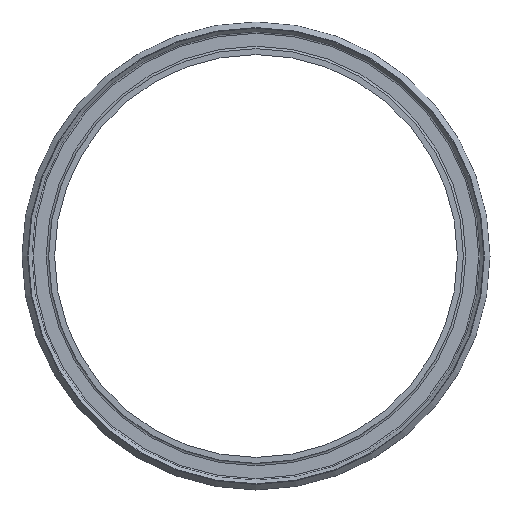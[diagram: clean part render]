
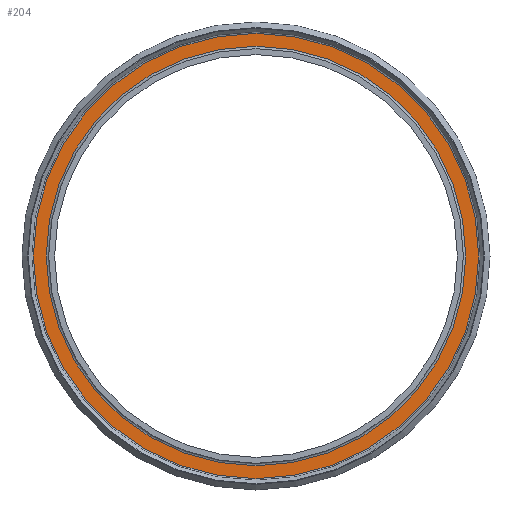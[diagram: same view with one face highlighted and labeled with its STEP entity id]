
A CAD part, left-side view. The second image highlights one B-rep face of the part: STEP entity #204.
In plain terms, the highlighted planar face has unit normal (-1, 0, 0).
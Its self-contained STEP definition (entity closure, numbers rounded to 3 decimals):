
#25=PLANE('',#240);
#42=ORIENTED_EDGE('',*,*,#75,.T.);
#43=ORIENTED_EDGE('',*,*,#76,.T.);
#75=EDGE_CURVE('',#93,#93,#111,.F.);
#76=EDGE_CURVE('',#94,#94,#112,.T.);
#93=VERTEX_POINT('',#358);
#94=VERTEX_POINT('',#360);
#111=CIRCLE('',#241,37.584);
#112=CIRCLE('',#242,35.4);
#132=EDGE_LOOP('',(#42));
#133=EDGE_LOOP('',(#43));
#168=FACE_BOUND('',#132,.T.);
#169=FACE_BOUND('',#133,.T.);
#204=ADVANCED_FACE('',(#168,#169),#25,.F.);
#240=AXIS2_PLACEMENT_3D('',#356,#287,#288);
#241=AXIS2_PLACEMENT_3D('',#357,#289,#290);
#242=AXIS2_PLACEMENT_3D('',#359,#291,#292);
#287=DIRECTION('',(1.,0.,0.));
#288=DIRECTION('',(0.,0.,-1.));
#289=DIRECTION('',(1.,0.,0.));
#290=DIRECTION('',(0.,0.,-1.));
#291=DIRECTION('',(1.,0.,0.));
#292=DIRECTION('',(0.,0.,-1.));
#356=CARTESIAN_POINT('',(-1.5,0.,37.75));
#357=CARTESIAN_POINT('',(-1.5,0.,0.));
#358=CARTESIAN_POINT('',(-1.5,0.,-37.584));
#359=CARTESIAN_POINT('',(-1.5,0.,0.));
#360=CARTESIAN_POINT('',(-1.5,0.,-35.4));
